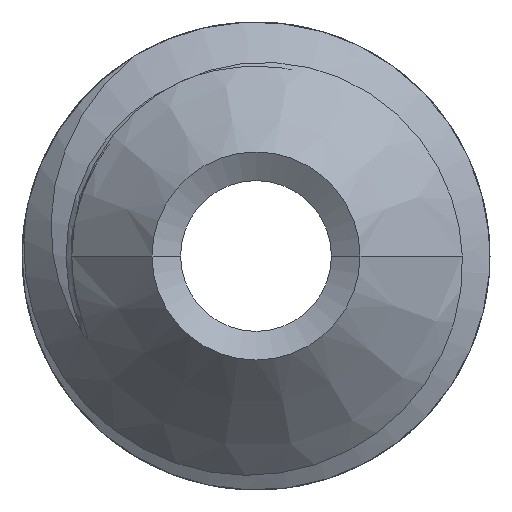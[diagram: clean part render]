
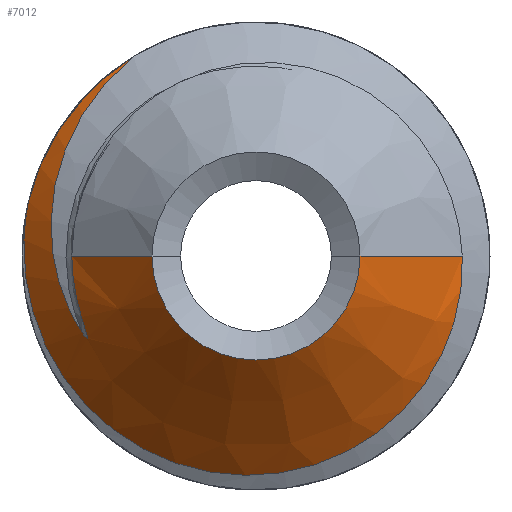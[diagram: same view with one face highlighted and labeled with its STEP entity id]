
A CAD part, left-side view. The second image highlights one B-rep face of the part: STEP entity #7012.
In plain terms, the highlighted conical face has half-angle 45 degrees and reference radius 0.826 mm.
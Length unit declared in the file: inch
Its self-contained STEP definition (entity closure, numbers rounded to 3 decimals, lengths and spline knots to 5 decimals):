
#2429=CARTESIAN_POINT('',(0.025,0.,0.));
#2430=DIRECTION('',(1.,0.,0.));
#2431=DIRECTION('',(0.,0.972,0.233));
#2432=AXIS2_PLACEMENT_3D('',#2429,#2430,#2431);
#3417=CARTESIAN_POINT('',(0.01968,-0.03968,0.));
#3418=CARTESIAN_POINT('',(0.01978,-0.03978,
-0.00252));
#3419=CARTESIAN_POINT('',(0.01998,-0.03949,
-0.0076));
#3420=CARTESIAN_POINT('',(0.02028,-0.03763,
-0.01504));
#3421=CARTESIAN_POINT('',(0.02057,-0.03437,
-0.02203));
#3422=CARTESIAN_POINT('',(0.02087,-0.02982,
-0.02831));
#3423=CARTESIAN_POINT('',(0.02117,-0.02414,
-0.03365));
#3424=CARTESIAN_POINT('',(0.02147,-0.01752,
-0.03786));
#3425=CARTESIAN_POINT('',(0.02177,-0.0102,
-0.04076));
#3426=CARTESIAN_POINT('',(0.02206,-0.00241,
-0.04224));
#3427=CARTESIAN_POINT('',(0.02236,0.00555,
-0.04224));
#3428=CARTESIAN_POINT('',(0.02265,0.01342,
-0.04075));
#3429=CARTESIAN_POINT('',(0.02295,0.02091,
-0.0378));
#3430=CARTESIAN_POINT('',(0.02324,0.02776,
-0.03349));
#3431=CARTESIAN_POINT('',(0.02354,0.03371,
-0.02795));
#3432=CARTESIAN_POINT('',(0.02383,0.03856,
-0.02137));
#3433=CARTESIAN_POINT('',(0.02412,0.04212,
-0.01397));
#3434=CARTESIAN_POINT('',(0.02442,0.04427,
-0.006));
#3435=CARTESIAN_POINT('',(0.02471,0.04491,
0.00227));
#3436=CARTESIAN_POINT('',(0.0249,0.04431,
0.00779));
#3437=CARTESIAN_POINT('',(0.025,0.04376,0.01051));
#3439=CARTESIAN_POINT('',(0.025,0.02351,0.03837));
#3440=CARTESIAN_POINT('',(0.02466,0.02558,
0.0367));
#3441=CARTESIAN_POINT('',(0.02396,0.02938,
0.03302));
#3442=CARTESIAN_POINT('',(0.02292,0.03391,
0.02668));
#3443=CARTESIAN_POINT('',(0.02188,0.03718,
0.01975));
#3444=CARTESIAN_POINT('',(0.02082,0.03909,
0.01249));
#3445=CARTESIAN_POINT('',(0.01976,0.03965,
0.00515));
#3446=CARTESIAN_POINT('',(0.0187,0.03886,
-0.00203));
#3447=CARTESIAN_POINT('',(0.01762,0.0368,
-0.00879));
#3448=CARTESIAN_POINT('',(0.0169,0.03466,
-0.01288));
#3449=CARTESIAN_POINT('',(0.01654,0.03342,
-0.01478));
#3451=CARTESIAN_POINT('',(0.,0.,0.));
#3452=DIRECTION('',(-1.,0.,0.));
#3453=DIRECTION('',(0.,1.,0.));
#3454=AXIS2_PLACEMENT_3D('',#3451,#3452,#3453);
#3996=CARTESIAN_POINT('',(0.01654,0.03342,
-0.01478));
#3997=CARTESIAN_POINT('',(0.01653,0.03338,
-0.01484));
#3998=CARTESIAN_POINT('',(0.01651,0.0333,
-0.01497));
#3999=CARTESIAN_POINT('',(0.01647,0.03318,
-0.01513));
#4000=CARTESIAN_POINT('',(0.01644,0.03307,
-0.01528));
#4001=CARTESIAN_POINT('',(0.0164,0.03297,
-0.01542));
#4002=CARTESIAN_POINT('',(0.01636,0.03287,
-0.01555));
#4003=CARTESIAN_POINT('',(0.01632,0.03277,
-0.01567));
#4004=CARTESIAN_POINT('',(0.01628,0.03267,
-0.01578));
#4005=CARTESIAN_POINT('',(0.01623,0.03257,
-0.01588));
#4006=CARTESIAN_POINT('',(0.01617,0.03247,
-0.01595));
#4007=CARTESIAN_POINT('',(0.01609,0.03237,
-0.01596));
#4008=CARTESIAN_POINT('',(0.01602,0.03233,
-0.01587));
#4009=CARTESIAN_POINT('',(0.01597,0.03234,
-0.01576));
#4010=CARTESIAN_POINT('',(0.01594,0.03235,
-0.01565));
#4011=CARTESIAN_POINT('',(0.01591,0.03237,
-0.01554));
#4012=CARTESIAN_POINT('',(0.01588,0.0324,
-0.01541));
#4013=CARTESIAN_POINT('',(0.01585,0.03244,
-0.01528));
#4014=CARTESIAN_POINT('',(0.01583,0.03248,
-0.01512));
#4015=CARTESIAN_POINT('',(0.0158,0.03253,
-0.01495));
#4016=CARTESIAN_POINT('',(0.01578,0.03259,
-0.01476));
#4017=CARTESIAN_POINT('',(0.01575,0.03265,
-0.01456));
#4018=CARTESIAN_POINT('',(0.01573,0.03273,
-0.01433));
#4019=CARTESIAN_POINT('',(0.0157,0.03281,
-0.01409));
#4020=CARTESIAN_POINT('',(0.01568,0.03289,
-0.01384));
#4021=CARTESIAN_POINT('',(0.01566,0.03297,
-0.0136));
#4022=CARTESIAN_POINT('',(0.01565,0.03305,
-0.01336));
#4023=CARTESIAN_POINT('',(0.01563,0.03312,
-0.01313));
#4024=CARTESIAN_POINT('',(0.01562,0.03319,
-0.01291));
#4025=CARTESIAN_POINT('',(0.0156,0.03326,
-0.0127));
#4026=CARTESIAN_POINT('',(0.01559,0.03334,
-0.01247));
#4027=CARTESIAN_POINT('',(0.01558,0.03341,
-0.01225));
#4028=CARTESIAN_POINT('',(0.01557,0.03348,
-0.012));
#4029=CARTESIAN_POINT('',(0.01556,0.03356,
-0.01175));
#4030=CARTESIAN_POINT('',(0.01555,0.03365,
-0.01147));
#4031=CARTESIAN_POINT('',(0.01553,0.03374,
-0.01116));
#4032=CARTESIAN_POINT('',(0.01552,0.03383,
-0.01082));
#4033=CARTESIAN_POINT('',(0.01551,0.03394,
-0.01045));
#4034=CARTESIAN_POINT('',(0.0155,0.03405,
-0.01003));
#4035=CARTESIAN_POINT('',(0.01548,0.03417,
-0.00957));
#4036=CARTESIAN_POINT('',(0.01547,0.0343,
-0.00906));
#4037=CARTESIAN_POINT('',(0.01546,0.03443,
-0.00849));
#4038=CARTESIAN_POINT('',(0.01545,0.03457,
-0.00786));
#4039=CARTESIAN_POINT('',(0.01544,0.03471,
-0.00716));
#4040=CARTESIAN_POINT('',(0.01543,0.03485,
-0.0064));
#4041=CARTESIAN_POINT('',(0.01542,0.03499,
-0.00555));
#4042=CARTESIAN_POINT('',(0.01542,0.03512,
-0.00463));
#4043=CARTESIAN_POINT('',(0.01542,0.03524,
-0.00362));
#4044=CARTESIAN_POINT('',(0.01541,0.03533,
-0.00251));
#4045=CARTESIAN_POINT('',(0.01542,0.0354,
-0.00132));
#4046=CARTESIAN_POINT('',(0.01542,0.03542,
-0.00045));
#4047=CARTESIAN_POINT('',(0.01542,0.03542,0.));
#4160=DIRECTION('',(0.707,0.707,0.));
#4161=VECTOR('',#4160,0.02181);
#4162=CARTESIAN_POINT('',(0.,0.02,0.));
#4163=LINE('',#4162,#4161);
#4164=DIRECTION('',(0.707,-0.707,0.));
#4165=VECTOR('',#4164,0.02783);
#4166=CARTESIAN_POINT('',(0.,-0.02,0.));
#4167=LINE('',#4166,#4165);
#4433=CARTESIAN_POINT('',(0.,0.02,0.));
#4434=CARTESIAN_POINT('',(0.01542,0.03542,0.));
#4435=VERTEX_POINT('',#4433);
#4436=VERTEX_POINT('',#4434);
#4437=CARTESIAN_POINT('',(0.,-0.02,0.));
#4438=CARTESIAN_POINT('',(0.01968,-0.03968,0.));
#4439=VERTEX_POINT('',#4437);
#4440=VERTEX_POINT('',#4438);
#4473=CARTESIAN_POINT('',(0.025,0.04376,0.01051));
#4474=CARTESIAN_POINT('',(0.025,0.02351,0.03837));
#4475=VERTEX_POINT('',#4473);
#4476=VERTEX_POINT('',#4474);
#4503=VERTEX_POINT('',#3996);
#6993=CARTESIAN_POINT('',(0.0125,0.,0.));
#6994=DIRECTION('',(1.,0.,0.));
#6995=DIRECTION('',(0.,-1.,0.));
#6996=AXIS2_PLACEMENT_3D('',#6993,#6994,#6995);
#6997=CONICAL_SURFACE('',#6996,0.0325,45.);
#6998=ORIENTED_EDGE('',*,*,#6980,.T.);
#6999=ORIENTED_EDGE('',*,*,#5520,.T.);
#7001=ORIENTED_EDGE('',*,*,#7000,.T.);
#7003=ORIENTED_EDGE('',*,*,#7002,.T.);
#7005=ORIENTED_EDGE('',*,*,#7004,.F.);
#7007=ORIENTED_EDGE('',*,*,#7006,.T.);
#7009=ORIENTED_EDGE('',*,*,#7008,.T.);
#7010=EDGE_LOOP('',(#6998,#6999,#7001,#7003,#7005,#7007,#7009));
#7011=FACE_OUTER_BOUND('',#7010,.F.);
#2433=CIRCLE('',#2432,0.045);
#3438=B_SPLINE_CURVE_WITH_KNOTS('',3,(#3417,#3418,#3419,#3420,#3421,#3422,#3423,
#3424,#3425,#3426,#3427,#3428,#3429,#3430,#3431,#3432,#3433,#3434,#3435,#3436,
#3437),.UNSPECIFIED.,.F.,.F.,(4,1,1,1,1,1,1,1,1,1,1,1,1,1,1,1,1,1,4),(0.,
0.05556,0.11111,0.16667,0.22222,
0.27778,0.33333,0.38889,0.44444,0.5,
0.55556,0.61111,0.66667,0.72222,
0.77778,0.83333,0.88889,0.94444,1.),
.UNSPECIFIED.);
#3450=B_SPLINE_CURVE_WITH_KNOTS('',3,(#3439,#3440,#3441,#3442,#3443,#3444,#3445,
#3446,#3447,#3448,#3449),.UNSPECIFIED.,.F.,.F.,(4,1,1,1,1,1,1,1,4),(0.,
0.125,0.25,0.375,0.5,0.625,0.75,0.875,1.),.UNSPECIFIED.);
#3455=CIRCLE('',#3454,0.02);
#4048=B_SPLINE_CURVE_WITH_KNOTS('',3,(#3996,#3997,#3998,#3999,#4000,#4001,#4002,
#4003,#4004,#4005,#4006,#4007,#4008,#4009,#4010,#4011,#4012,#4013,#4014,#4015,
#4016,#4017,#4018,#4019,#4020,#4021,#4022,#4023,#4024,#4025,#4026,#4027,#4028,
#4029,#4030,#4031,#4032,#4033,#4034,#4035,#4036,#4037,#4038,#4039,#4040,#4041,
#4042,#4043,#4044,#4045,#4046,#4047),.UNSPECIFIED.,.F.,.F.,(4,1,1,1,1,1,1,1,1,1,
1,1,1,1,1,1,1,1,1,1,1,1,1,1,1,1,1,1,1,1,1,1,1,1,1,1,1,1,1,1,1,1,1,1,1,1,1,1,1,
4),(0.,0.02041,0.04082,0.06122,
0.08163,0.10204,0.12245,0.14286,
0.16327,0.18367,0.20408,0.22449,
0.2449,0.26531,0.28571,0.30612,
0.32653,0.34694,0.36735,0.38776,
0.40816,0.42857,0.44898,0.46939,
0.4898,0.5102,0.53061,0.55102,
0.57143,0.59184,0.61224,0.63265,
0.65306,0.67347,0.69388,0.71429,
0.73469,0.7551,0.77551,0.79592,
0.81633,0.83673,0.85714,0.87755,
0.89796,0.91837,0.93878,0.95918,
0.97959,1.),.UNSPECIFIED.);
#5520=EDGE_CURVE('',#4475,#4476,#2433,.T.);
#6980=EDGE_CURVE('',#4440,#4475,#3438,.T.);
#7000=EDGE_CURVE('',#4476,#4503,#3450,.T.);
#7002=EDGE_CURVE('',#4503,#4436,#4048,.T.);
#7004=EDGE_CURVE('',#4435,#4436,#4163,.T.);
#7006=EDGE_CURVE('',#4435,#4439,#3455,.T.);
#7008=EDGE_CURVE('',#4439,#4440,#4167,.T.);
#7012=ADVANCED_FACE('',(#7011),#6997,.T.);
